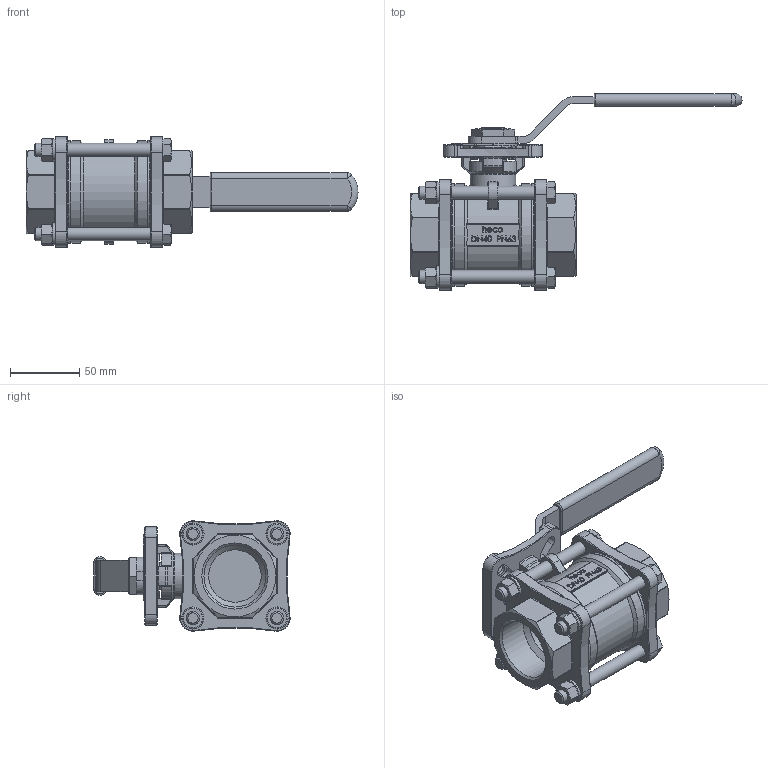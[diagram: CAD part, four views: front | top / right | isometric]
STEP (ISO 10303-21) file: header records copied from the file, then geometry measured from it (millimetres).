
FILE_DESCRIPTION (( 'STEP AP214' ), '1' );
FILE_NAME ('K3DA-112-0IG-4 Kugelhahn 3-teilig heco step214.STEP', '2013-02-26T09:39:53', ( 'test' ), ( '' ), 'SwSTEP 2.0', 'SolidWorks 2011', '' );
FILE_SCHEMA (( 'AUTOMOTIVE_DESIGN' ));
Length unit declared in the file: millimetre
Products named in the file (1): K3DA-112-0IG-4 Kugelhahn 3-teilig heco step214
Bounding box: 240 x 141.9 x 79.81 mm (x, y, z)
Volume: 438823.1 mm3; surface area: 102034.1 mm2
Topology: 1 solids, 1 shells, 1092 faces, 2762 edges, 1740 vertices
Faces by surface type: plane 448, bspline 217, cylinder 209, torus 118, cone 94, sphere 6
Full cylindrical faces by diameter (mm): 7 x1, 9.52 x8, 10 x10, 16 x4, 19 x1, 25 x1, 33 x1, 34 x2, 36 x1, 38 x1, 44.84 x2, 74 x4
Entity records: 56749 total; most frequent: CARTESIAN_POINT 20407, ORIENTED_EDGE 5328, DIRECTION 4395, EDGE_CURVE 2664, VERTEX_POINT 1713, AXIS2_PLACEMENT_3D 1559, VECTOR 1277, LINE 1277
